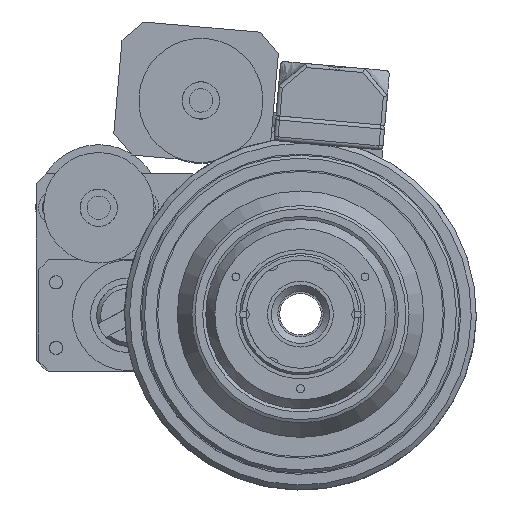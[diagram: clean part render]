
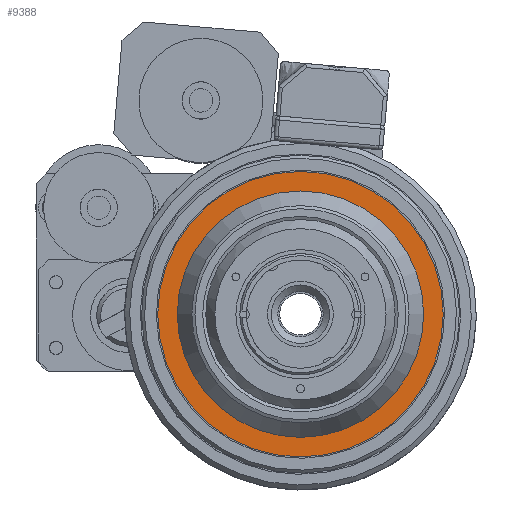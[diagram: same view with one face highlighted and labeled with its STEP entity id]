
A CAD part, left-side view. The second image highlights one B-rep face of the part: STEP entity #9388.
In plain terms, the highlighted planar face has unit normal (-1, 0, 0).
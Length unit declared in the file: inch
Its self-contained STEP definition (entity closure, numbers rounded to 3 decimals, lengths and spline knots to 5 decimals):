
#9354=CARTESIAN_POINT('',(0.5,0.62,0.0));
#9355=VERTEX_POINT('',#9354);
#9356=CARTESIAN_POINT('',(0.5,0.0,0.0));
#9357=DIRECTION('',(1.0,0.0,0.0));
#9358=DIRECTION('',(0.0,1.0,0.0));
#9359=AXIS2_PLACEMENT_3D('',#9356,#9357,#9358);
#9360=CIRCLE('',#9359,0.62);
#9361=EDGE_CURVE('',#9355,#9355,#9360,.T.);
#9369=CARTESIAN_POINT('',(0.5,0.66925,0.0));
#9370=DIRECTION('',(-1.0,0.0,0.0));
#9371=DIRECTION('',(0.0,0.0,1.0));
#9372=AXIS2_PLACEMENT_3D('',#9369,#9370,#9371);
#9373=PLANE('',#9372);
#9374=CARTESIAN_POINT('',(0.5,0.7185,0.0));
#9375=VERTEX_POINT('',#9374);
#9376=CARTESIAN_POINT('',(0.5,0.0,0.0));
#9377=DIRECTION('',(1.0,0.0,0.0));
#9378=DIRECTION('',(0.0,1.0,0.0));
#9379=AXIS2_PLACEMENT_3D('',#9376,#9377,#9378);
#9380=CIRCLE('',#9379,0.7185);
#9381=EDGE_CURVE('',#9375,#9375,#9380,.T.);
#9382=ORIENTED_EDGE('',*,*,#9381,.F.);
#9383=EDGE_LOOP('',(#9382));
#9384=FACE_OUTER_BOUND('',#9383,.T.);
#9385=ORIENTED_EDGE('',*,*,#9361,.T.);
#9386=EDGE_LOOP('',(#9385));
#9387=FACE_BOUND('',#9386,.T.);
#9388=ADVANCED_FACE('',(#9384,#9387),#9373,.T.);
